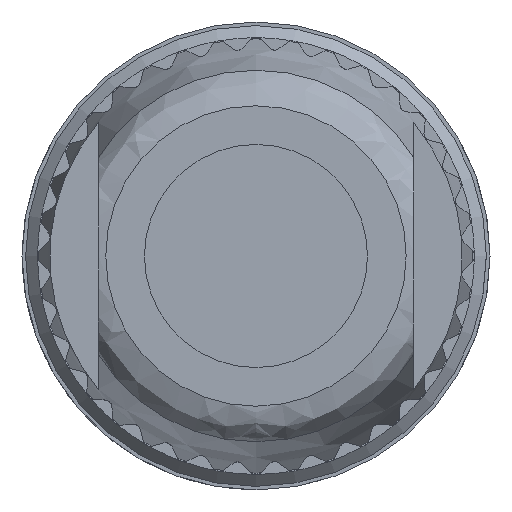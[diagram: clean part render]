
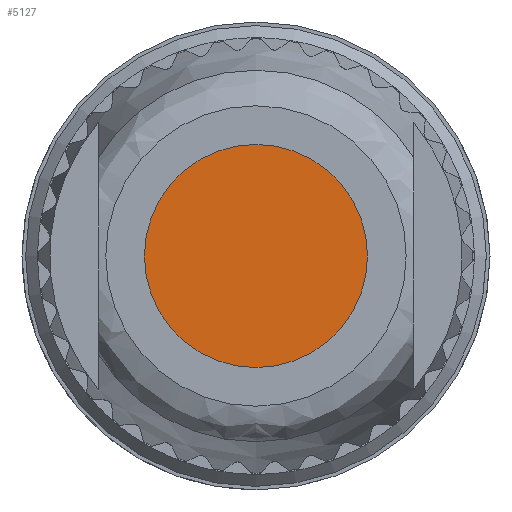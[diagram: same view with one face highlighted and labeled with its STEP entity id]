
A CAD part, front view. The second image highlights one B-rep face of the part: STEP entity #5127.
In plain terms, the highlighted planar face has unit normal (0, -1, 0).
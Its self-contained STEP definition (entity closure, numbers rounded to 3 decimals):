
#3235=FACE_OUTER_BOUND('',#6001,.T.);
#5127=ADVANCED_FACE('',(#3235),#5507,.T.);
#5507=PLANE('',#11441);
#6001=EDGE_LOOP('',(#7007));
#7007=ORIENTED_EDGE('',*,*,#9888,.F.);
#8966=VERTEX_POINT('',#15590);
#9888=EDGE_CURVE('',#8966,#8966,#10854,.T.);
#10854=CIRCLE('',#11440,4.6);
#11440=AXIS2_PLACEMENT_3D('',#15589,#12778,#12779);
#11441=AXIS2_PLACEMENT_3D('',#15591,#12780,#12781);
#12778=DIRECTION('',(0.,1.,0.));
#12779=DIRECTION('',(1.,0.,0.));
#12780=DIRECTION('',(0.,-1.,0.));
#12781=DIRECTION('',(0.,0.,-1.));
#15589=CARTESIAN_POINT('',(47.022,1865.943,697.517));
#15590=CARTESIAN_POINT('',(51.622,1865.943,697.517));
#15591=CARTESIAN_POINT('',(47.022,1865.943,697.517));
